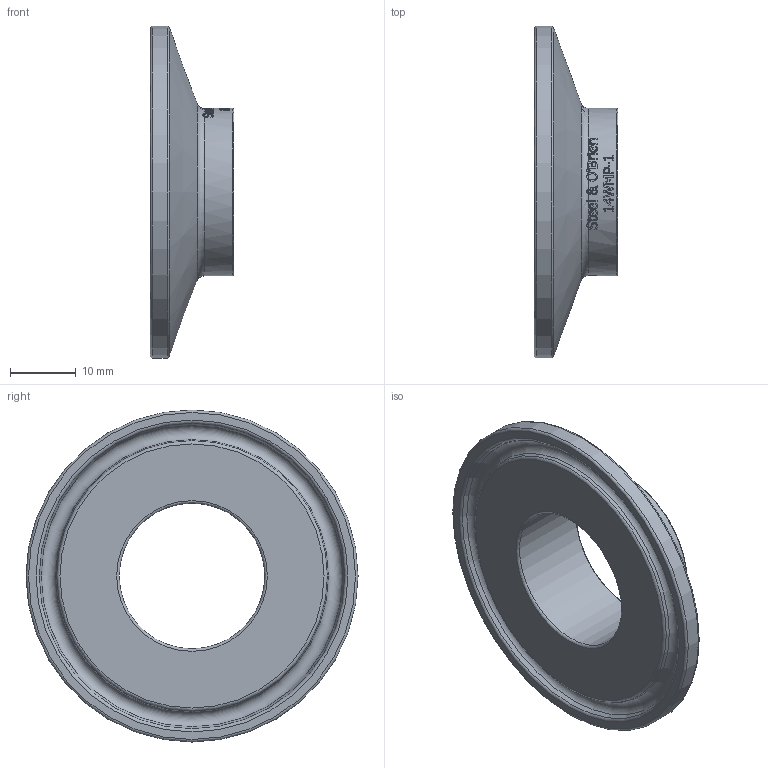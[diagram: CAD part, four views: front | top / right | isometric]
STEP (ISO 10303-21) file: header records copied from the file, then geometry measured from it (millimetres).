
FILE_DESCRIPTION(/* description */ (''),/* implementation_level */ '2;1');
FILE_NAME(/* name */ '14WMP-1.stp',/* time_stamp */ '2018-11-16T11:39:46-05:00',/* author */ ('ken'),/* organization */ (''),/* preprocessor_version */ 'ST-DEVELOPER v15.2',/* originating_system */ 'Autodesk Inventor 2014',/* authorisation */ '');
FILE_SCHEMA (('AUTOMOTIVE_DESIGN { 1 0 10303 214 3 1 1 }'));
Length unit declared in the file: inch
Products named in the file (1): 14WMP-1
Bounding box: 12.7 x 50.39 x 50.39 mm (x, y, z)
Volume: 8335 mm3; surface area: 5235.5 mm2
Topology: 1 solids, 1 shells, 342 faces, 942 edges, 624 vertices
Faces by surface type: plane 155, bspline 129, cylinder 35, torus 20, cone 3
Full cylindrical faces by diameter (mm): 22.098 x1, 25.4 x1, 50.394 x1
Entity records: 13307 total; most frequent: CARTESIAN_POINT 5354, ORIENTED_EDGE 1852, DIRECTION 1275, EDGE_CURVE 926, VERTEX_POINT 623, AXIS2_PLACEMENT_3D 437, LINE 401, VECTOR 401
